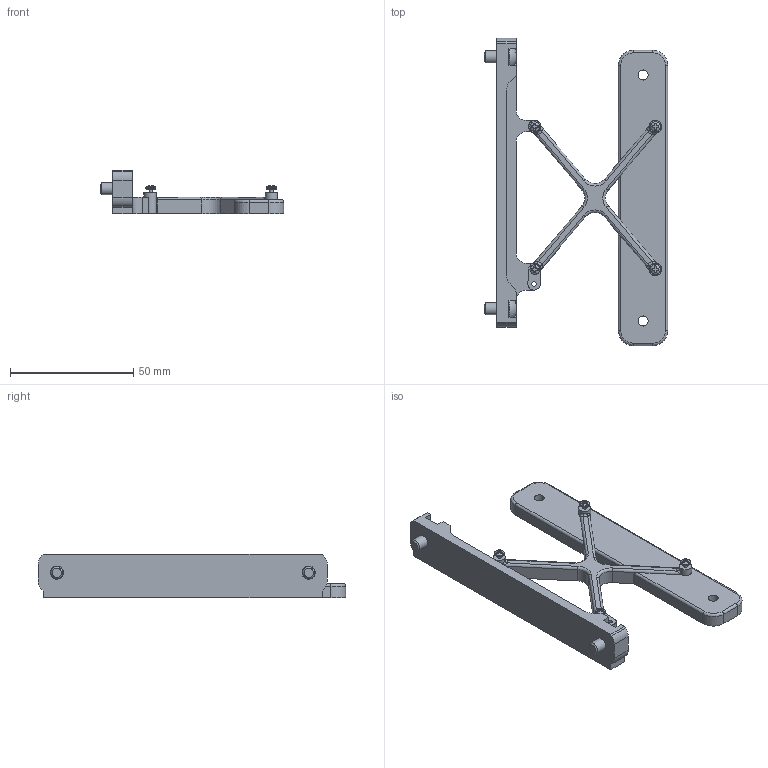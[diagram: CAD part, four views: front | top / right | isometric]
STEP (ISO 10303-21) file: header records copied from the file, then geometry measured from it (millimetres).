
FILE_DESCRIPTION(/* description */ (''),/* implementation_level */ '2;1');
FILE_NAME(/* name */ 'SV06 Switchwire Conversion v7.step',/* time_stamp */ '2024-05-03T19:09:37-04:00',/* author */ (''),/* organization */ (''),/* preprocessor_version */ 'ST-DEVELOPER v20',/* originating_system */ 'Autodesk Translation Framework v12.20.1.177',/* authorisation */ '');
FILE_SCHEMA (('AUTOMOTIVE_DESIGN { 1 0 10303 214 3 1 1 }'));
Length unit declared in the file: millimetre
Products named in the file (4): SV06 Switchwire Conversion; RPi mount; M5x10 BHCS (13); M2x10 SCREW
Assembly tree (7 placements, depth 3):
  SV06 Switchwire Conversion
    RPi mount
      M5x10 BHCS (13)  x2
      M2x10 SCREW  x4
Bounding box: 74.5 x 124.87 x 17.67 mm (x, y, z)
Volume: 29737.5 mm3; surface area: 16474.5 mm2
Topology: 7 solids, 7 shells, 282 faces, 706 edges, 452 vertices
Faces by surface type: plane 150, cylinder 68, cone 30, torus 20, bspline 8, sphere 6
Full cylindrical faces by diameter (mm): 1.48 x4, 1.8 x5, 4 x4, 4.1 x2, 5 x5, 5.4 x2, 9.5 x2
Entity records: 6223 total; most frequent: CARTESIAN_POINT 1633, DIRECTION 960, ORIENTED_EDGE 912, EDGE_CURVE 456, AXIS2_PLACEMENT_3D 361, VERTEX_POINT 289, LINE 238, VECTOR 238
